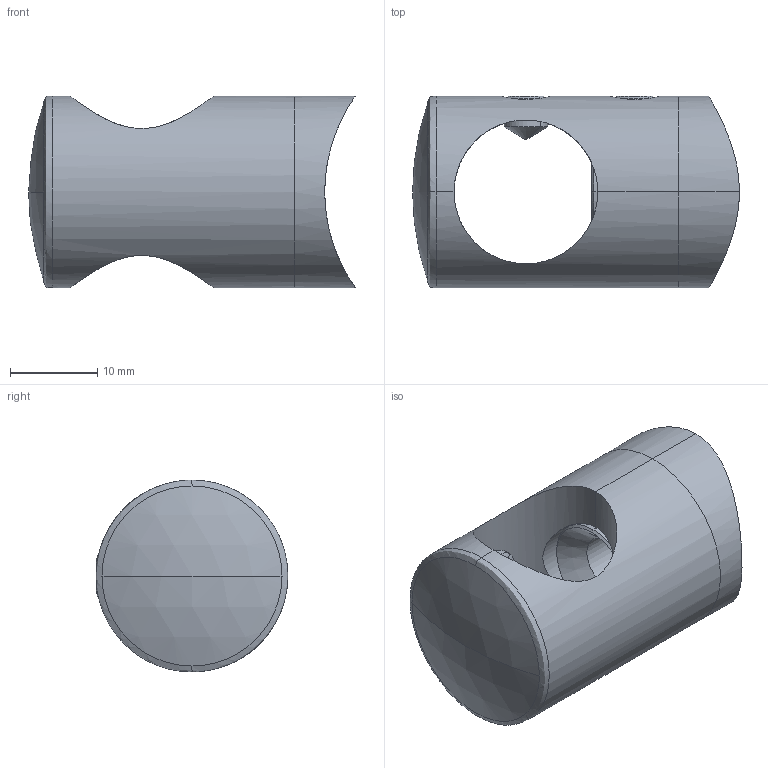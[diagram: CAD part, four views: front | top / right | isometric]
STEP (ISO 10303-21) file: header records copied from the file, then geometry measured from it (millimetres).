
FILE_DESCRIPTION (( 'STEP AP214' ), '1' );
FILE_NAME ('àðò. KRT321.STEP', '2014-07-03T13:25:44', ( '' ), ( '' ), 'SwSTEP 2.0', 'SolidWorks 2014', '' );
FILE_SCHEMA (( 'AUTOMOTIVE_DESIGN' ));
Length unit declared in the file: millimetre
Products named in the file (4): àðò. KRT321; àðò. KRT320.002; socket set screw cone point_am_B18.3.6M - M5 x 0.8 x 5 Hex Socket Cone Pt. SS --N; àðò. KRT320.001
Assembly tree (4 placements, depth 2):
  àðò. KRT321
    àðò. KRT320.001
    àðò. KRT320.002
    socket set screw cone point_am_B18.3.6M - M5 x 0.8 x 5 Hex Socket Cone Pt. SS --N  x2
Bounding box: 37.5 x 22 x 22 mm (x, y, z)
Volume: 7597.2 mm3; surface area: 5374.3 mm2
Topology: 4 solids, 4 shells, 78 faces, 173 edges, 103 vertices
Faces by surface type: cylinder 27, plane 21, cone 18, bspline 6, torus 4, sphere 2
Entity records: 5455 total; most frequent: CARTESIAN_POINT 3944, ORIENTED_EDGE 282, DIRECTION 279, EDGE_CURVE 141, AXIS2_PLACEMENT_3D 110, VERTEX_POINT 83, EDGE_LOOP 72, FACE_OUTER_BOUND 63
